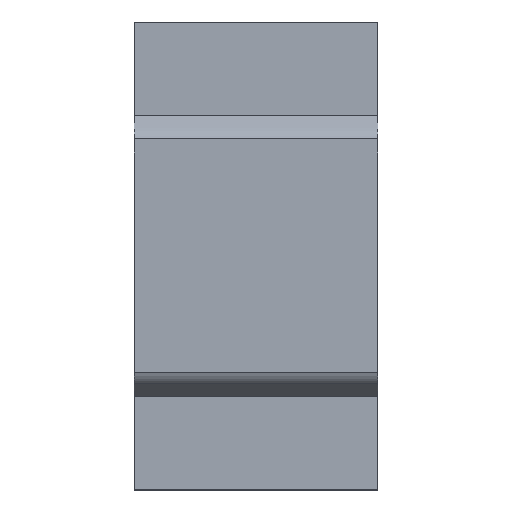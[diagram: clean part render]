
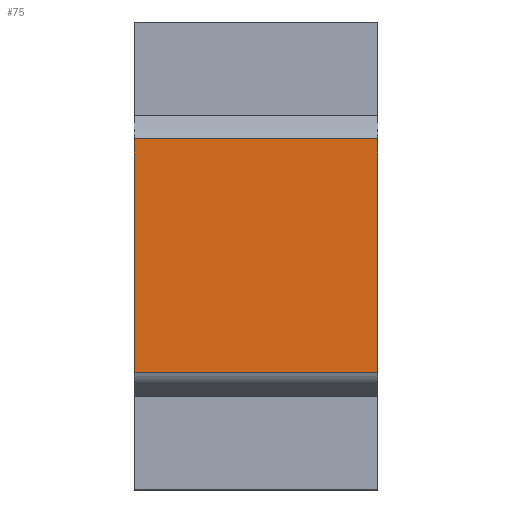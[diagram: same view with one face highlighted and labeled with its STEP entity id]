
A CAD part, top view. The second image highlights one B-rep face of the part: STEP entity #75.
In plain terms, the highlighted planar face has unit normal (0, 0, 1).
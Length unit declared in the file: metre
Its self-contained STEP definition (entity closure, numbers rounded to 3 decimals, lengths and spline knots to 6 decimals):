
#75=ADVANCED_FACE('0:75',(#145),#146,.T.);
#145=FACE_OUTER_BOUND('',#207,.T.);
#146=PLANE('',#208);
#207=EDGE_LOOP('',(#367,#368,#369,#370));
#208=AXIS2_PLACEMENT_3D('',#371,#372,#373);
#367=ORIENTED_EDGE('',*,*,#446,.F.);
#368=ORIENTED_EDGE('',*,*,#412,.T.);
#369=ORIENTED_EDGE('',*,*,#439,.T.);
#370=ORIENTED_EDGE('',*,*,#416,.T.);
#371=CARTESIAN_POINT('',(0.0,0.002488,0.00127));
#372=DIRECTION('',(0.0,0.0,1.0));
#373=DIRECTION('',(1.0,0.0,0.0));
#412=EDGE_CURVE('0:153',#500,#498,#501,.T.);
#416=EDGE_CURVE('0:162',#506,#504,#507,.T.);
#439=EDGE_CURVE('0:213',#498,#506,#538,.T.);
#446=EDGE_CURVE('0:222',#500,#504,#545,.T.);
#498=VERTEX_POINT('',#618);
#500=VERTEX_POINT('',#620);
#501=LINE('',#621,#622);
#504=VERTEX_POINT('',#625);
#506=VERTEX_POINT('',#627);
#507=LINE('',#628,#629);
#538=LINE('',#673,#674);
#545=LINE('',#683,#684);
#618=CARTESIAN_POINT('',(-0.0026,-0.0025,0.00127));
#620=CARTESIAN_POINT('',(-0.0026,0.0025,0.00127));
#621=CARTESIAN_POINT('',(-0.0026,0.002488,0.00127));
#622=VECTOR('',#718,1.0);
#625=CARTESIAN_POINT('',(0.0026,0.0025,0.00127));
#627=CARTESIAN_POINT('',(0.0026,-0.0025,0.00127));
#628=CARTESIAN_POINT('',(0.0026,0.002488,0.00127));
#629=VECTOR('',#725,1.0);
#673=CARTESIAN_POINT('',(-0.0026,-0.0025,0.00127));
#674=VECTOR('',#748,1.0);
#683=CARTESIAN_POINT('',(-0.0026,0.0025,0.00127));
#684=VECTOR('',#751,1.0);
#718=DIRECTION('',(0.0,-1.0,0.0));
#725=DIRECTION('',(0.0,1.0,0.0));
#748=DIRECTION('',(1.0,0.0,0.0));
#751=DIRECTION('',(1.0,0.0,0.0));
